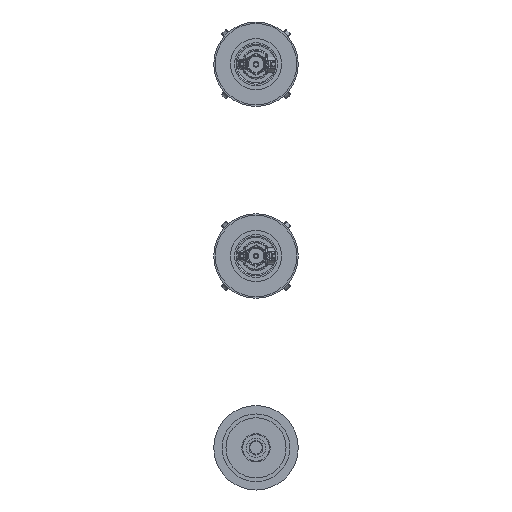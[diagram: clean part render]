
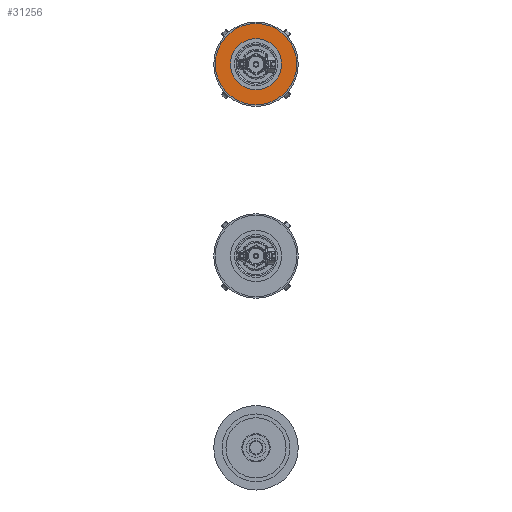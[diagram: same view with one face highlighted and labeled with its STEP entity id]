
A CAD part, front view. The second image highlights one B-rep face of the part: STEP entity #31256.
In plain terms, the highlighted planar face has unit normal (0, -1, 0).
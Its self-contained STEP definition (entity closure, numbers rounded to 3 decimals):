
#1855 = PLANE ( 'NONE',  #30530 ) ;
#2905 = AXIS2_PLACEMENT_3D ( 'NONE', #12833, #46788, #35211 ) ;
#5389 = DIRECTION ( 'NONE',  ( 0., 0., -1. ) ) ;
#8059 = EDGE_LOOP ( 'NONE', ( #44719 ) ) ;
#9622 = EDGE_LOOP ( 'NONE', ( #36042 ) ) ;
#12219 = CARTESIAN_POINT ( 'NONE',  ( 0., 1.7, 0. ) ) ;
#12833 = CARTESIAN_POINT ( 'NONE',  ( 0., 1.7, 0. ) ) ;
#12973 = FACE_OUTER_BOUND ( 'NONE', #8059, .T. ) ;
#15952 = VERTEX_POINT ( 'NONE', #31319 ) ;
#27285 = DIRECTION ( 'NONE',  ( 0., 0., 1. ) ) ;
#30530 = AXIS2_PLACEMENT_3D ( 'NONE', #32073, #47913, #5389 ) ;
#31256 = ADVANCED_FACE ( 'NONE', ( #36358, #12973 ), #1855, .T. ) ;
#31319 = CARTESIAN_POINT ( 'NONE',  ( 0., 1.7, 31.8 ) ) ;
#32073 = CARTESIAN_POINT ( 'NONE',  ( -20., 1.7, 0. ) ) ;
#35211 = DIRECTION ( 'NONE',  ( 0., 0., 1. ) ) ;
#35990 = EDGE_CURVE ( 'NONE', #46164, #46164, #46317, .T. ) ;
#36042 = ORIENTED_EDGE ( 'NONE', *, *, #35990, .T. ) ;
#36358 = FACE_BOUND ( 'NONE', #9622, .T. ) ;
#41018 = AXIS2_PLACEMENT_3D ( 'NONE', #12219, #47670, #27285 ) ;
#41523 = EDGE_CURVE ( 'NONE', #15952, #15952, #43429, .T. ) ;
#43429 = CIRCLE ( 'NONE', #41018, 31.8 ) ;
#44719 = ORIENTED_EDGE ( 'NONE', *, *, #41523, .F. ) ;
#46164 = VERTEX_POINT ( 'NONE', #46408 ) ;
#46317 = CIRCLE ( 'NONE', #2905, 20. ) ;
#46408 = CARTESIAN_POINT ( 'NONE',  ( 0., 1.7, 20. ) ) ;
#46788 = DIRECTION ( 'NONE',  ( 0., 1., 0. ) ) ;
#47670 = DIRECTION ( 'NONE',  ( 0., 1., 0. ) ) ;
#47913 = DIRECTION ( 'NONE',  ( 0., -1., 0. ) ) ;
